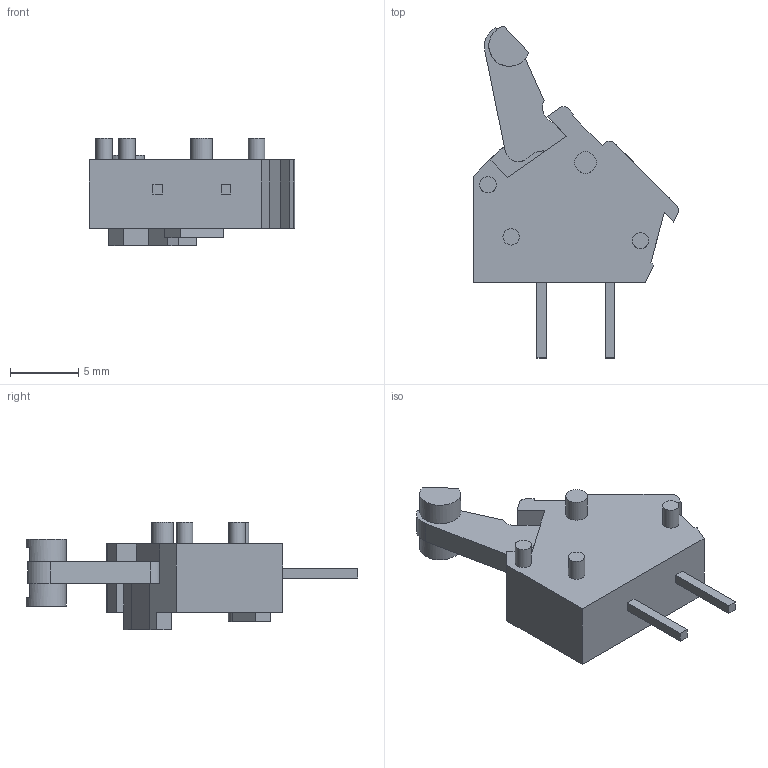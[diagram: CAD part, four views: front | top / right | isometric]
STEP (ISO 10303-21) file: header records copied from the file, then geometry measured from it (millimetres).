
FILE_DESCRIPTION(/* description */ ('STEP AP214'),/* implementation_level */ '2;1');
FILE_NAME(/* name */ '256-740_332-000',/* time_stamp */ '2022-08-09T09:45:45+02:00',/* author */ ('License CC BY-ND 4.0'),/* organization */ ('CADENAS'),/* preprocessor_version */ 'ST-DEVELOPER v18.102',/* originating_system */ 'PARTsolutions',/* authorisation */ ' ');
FILE_SCHEMA (('AUTOMOTIVE_DESIGN {1 0 10303 214 3 1 1}'));
Length unit declared in the file: millimetre
Products named in the file (1): 256-740/332-000
Bounding box: 15.03 x 24.31 x 7.9 mm (x, y, z)
Volume: 727.9 mm3; surface area: 762.9 mm2
Topology: 1 solids, 1 shells, 86 faces, 227 edges, 150 vertices
Faces by surface type: plane 70, cylinder 15, cone 1
Full cylindrical faces by diameter (mm): 1.2 x3, 1.6 x1
Entity records: 3254 total; most frequent: CARTESIAN_POINT 474, ORIENTED_EDGE 446, DIRECTION 435, EDGE_CURVE 223, LINE 179, VECTOR 179, VERTEX_POINT 150, AXIS2_PLACEMENT_3D 128
